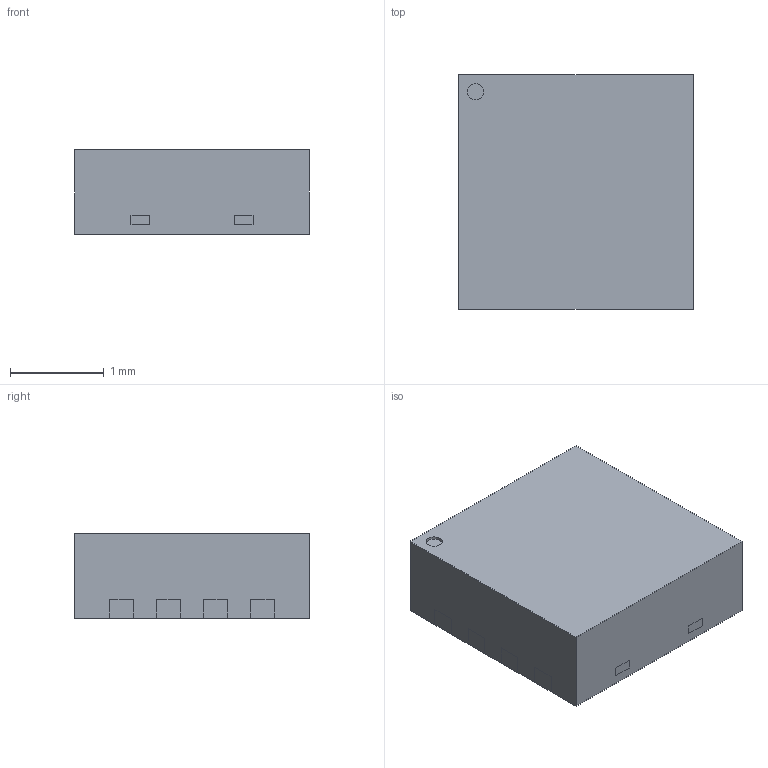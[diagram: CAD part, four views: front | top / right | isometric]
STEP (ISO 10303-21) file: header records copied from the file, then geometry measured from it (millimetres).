
FILE_DESCRIPTION(/* description */ (''),/* implementation_level */ '2;1');
FILE_NAME(/* name */ '8-TDFN.step',/* time_stamp */ '2021-09-03T22:51:38+08:00',/* author */ (''),/* organization */ (''),/* preprocessor_version */ 'ST-DEVELOPER v18.1',/* originating_system */ 'Autodesk Translation Framework v10.10.0.1391',/* authorisation */ '');
FILE_SCHEMA (('AUTOMOTIVE_DESIGN { 1 0 10303 214 3 1 1 }'));
Length unit declared in the file: millimetre
Products named in the file (1): (Unsaved)
Bounding box: 2.5 x 2.5 x 0.9 mm (x, y, z)
Volume: 5.6 mm3; surface area: 32.3 mm2
Topology: 14 solids, 14 shells, 145 faces, 333 edges, 222 vertices
Faces by surface type: plane 128, cylinder 17
Full cylindrical faces by diameter (mm): 0.173 x1
Entity records: 4076 total; most frequent: CARTESIAN_POINT 701, ORIENTED_EDGE 666, DIRECTION 659, EDGE_CURVE 333, LINE 299, VECTOR 299, VERTEX_POINT 222, AXIS2_PLACEMENT_3D 180
